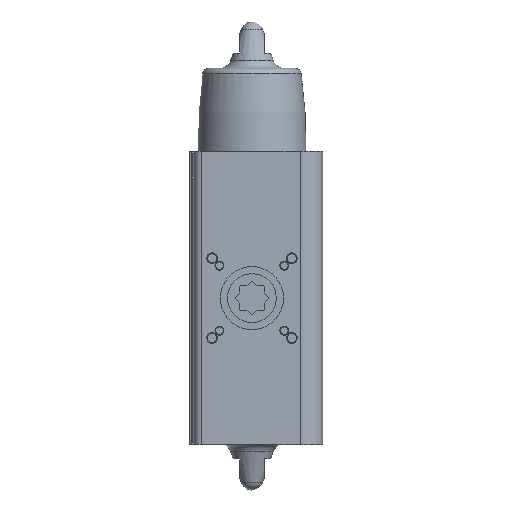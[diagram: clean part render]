
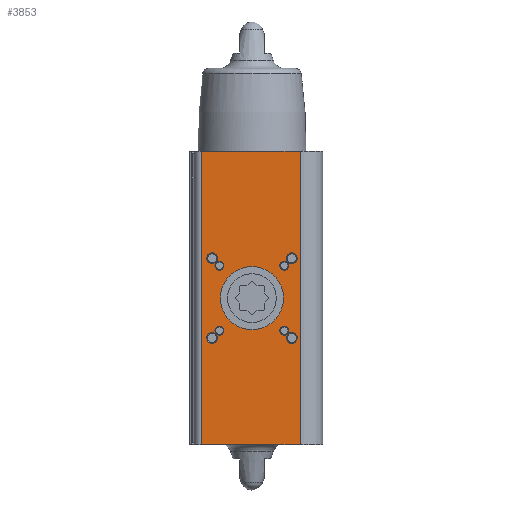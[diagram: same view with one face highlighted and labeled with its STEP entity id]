
A CAD part, front view. The second image highlights one B-rep face of the part: STEP entity #3853.
In plain terms, the highlighted planar face has unit normal (0, -1, 0).
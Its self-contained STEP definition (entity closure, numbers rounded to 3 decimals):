
#100=PLANE('',#4173);
#286=LINE('',#5814,#626);
#296=LINE('',#5963,#636);
#308=LINE('',#5993,#648);
#309=LINE('',#6013,#649);
#626=VECTOR('',#4601,1000.);
#636=VECTOR('',#4665,1000.);
#648=VECTOR('',#4693,1000.);
#649=VECTOR('',#4714,1000.);
#1041=ORIENTED_EDGE('',*,*,#2062,.F.);
#1042=ORIENTED_EDGE('',*,*,#2063,.F.);
#1043=ORIENTED_EDGE('',*,*,#2064,.F.);
#1044=ORIENTED_EDGE('',*,*,#2065,.F.);
#1045=ORIENTED_EDGE('',*,*,#2066,.F.);
#1046=ORIENTED_EDGE('',*,*,#2067,.F.);
#1047=ORIENTED_EDGE('',*,*,#2068,.F.);
#1048=ORIENTED_EDGE('',*,*,#2069,.F.);
#1049=ORIENTED_EDGE('',*,*,#2070,.F.);
#1050=ORIENTED_EDGE('',*,*,#2010,.T.);
#1051=ORIENTED_EDGE('',*,*,#2071,.F.);
#1052=ORIENTED_EDGE('',*,*,#2045,.F.);
#1053=ORIENTED_EDGE('',*,*,#2061,.T.);
#2010=EDGE_CURVE('',#2527,#2526,#286,.T.);
#2045=EDGE_CURVE('',#2558,#2559,#296,.T.);
#2061=EDGE_CURVE('',#2558,#2527,#308,.T.);
#2062=EDGE_CURVE('',#2569,#2569,#2911,.T.);
#2063=EDGE_CURVE('',#2570,#2570,#2912,.T.);
#2064=EDGE_CURVE('',#2571,#2571,#2913,.T.);
#2065=EDGE_CURVE('',#2572,#2572,#2914,.T.);
#2066=EDGE_CURVE('',#2573,#2573,#2915,.T.);
#2067=EDGE_CURVE('',#2574,#2574,#2916,.T.);
#2068=EDGE_CURVE('',#2575,#2575,#2917,.T.);
#2069=EDGE_CURVE('',#2576,#2576,#2918,.T.);
#2070=EDGE_CURVE('',#2577,#2577,#2919,.T.);
#2071=EDGE_CURVE('',#2559,#2526,#309,.T.);
#2526=VERTEX_POINT('',#5813);
#2527=VERTEX_POINT('',#5815);
#2558=VERTEX_POINT('',#5962);
#2559=VERTEX_POINT('',#5964);
#2569=VERTEX_POINT('',#5996);
#2570=VERTEX_POINT('',#5998);
#2571=VERTEX_POINT('',#6000);
#2572=VERTEX_POINT('',#6002);
#2573=VERTEX_POINT('',#6004);
#2574=VERTEX_POINT('',#6006);
#2575=VERTEX_POINT('',#6008);
#2576=VERTEX_POINT('',#6010);
#2577=VERTEX_POINT('',#6012);
#2911=CIRCLE('',#4174,6.);
#2912=CIRCLE('',#4175,6.);
#2913=CIRCLE('',#4176,6.);
#2914=CIRCLE('',#4177,6.);
#2915=CIRCLE('',#4178,5.);
#2916=CIRCLE('',#4179,5.);
#2917=CIRCLE('',#4180,5.);
#2918=CIRCLE('',#4181,5.);
#2919=CIRCLE('',#4182,35.05);
#3058=EDGE_LOOP('',(#1041));
#3059=EDGE_LOOP('',(#1042));
#3060=EDGE_LOOP('',(#1043));
#3061=EDGE_LOOP('',(#1044));
#3062=EDGE_LOOP('',(#1045));
#3063=EDGE_LOOP('',(#1046));
#3064=EDGE_LOOP('',(#1047));
#3065=EDGE_LOOP('',(#1048));
#3066=EDGE_LOOP('',(#1049));
#3067=EDGE_LOOP('',(#1050,#1051,#1052,#1053));
#3436=FACE_BOUND('',#3058,.T.);
#3437=FACE_BOUND('',#3059,.T.);
#3438=FACE_BOUND('',#3060,.T.);
#3439=FACE_BOUND('',#3061,.T.);
#3440=FACE_BOUND('',#3062,.T.);
#3441=FACE_BOUND('',#3063,.T.);
#3442=FACE_BOUND('',#3064,.T.);
#3443=FACE_BOUND('',#3065,.T.);
#3444=FACE_BOUND('',#3066,.T.);
#3445=FACE_BOUND('',#3067,.T.);
#3853=ADVANCED_FACE('',(#3436,#3437,#3438,#3439,#3440,#3441,#3442,#3443,
#3444,#3445),#100,.F.);
#4173=AXIS2_PLACEMENT_3D('',#5994,#4694,#4695);
#4174=AXIS2_PLACEMENT_3D('',#5995,#4696,#4697);
#4175=AXIS2_PLACEMENT_3D('',#5997,#4698,#4699);
#4176=AXIS2_PLACEMENT_3D('',#5999,#4700,#4701);
#4177=AXIS2_PLACEMENT_3D('',#6001,#4702,#4703);
#4178=AXIS2_PLACEMENT_3D('',#6003,#4704,#4705);
#4179=AXIS2_PLACEMENT_3D('',#6005,#4706,#4707);
#4180=AXIS2_PLACEMENT_3D('',#6007,#4708,#4709);
#4181=AXIS2_PLACEMENT_3D('',#6009,#4710,#4711);
#4182=AXIS2_PLACEMENT_3D('',#6011,#4712,#4713);
#4601=DIRECTION('',(1.,0.,0.));
#4665=DIRECTION('',(1.,0.,0.));
#4693=DIRECTION('',(0.,0.,-1.));
#4694=DIRECTION('',(0.,1.,0.));
#4695=DIRECTION('',(0.,0.,1.));
#4696=DIRECTION('',(0.,-1.,0.));
#4697=DIRECTION('',(0.,0.,-1.));
#4698=DIRECTION('',(0.,-1.,0.));
#4699=DIRECTION('',(0.,0.,-1.));
#4700=DIRECTION('',(0.,-1.,0.));
#4701=DIRECTION('',(0.,0.,-1.));
#4702=DIRECTION('',(0.,-1.,0.));
#4703=DIRECTION('',(0.,0.,-1.));
#4704=DIRECTION('',(0.,-1.,0.));
#4705=DIRECTION('',(0.,0.,-1.));
#4706=DIRECTION('',(0.,-1.,0.));
#4707=DIRECTION('',(0.,0.,-1.));
#4708=DIRECTION('',(0.,-1.,0.));
#4709=DIRECTION('',(0.,0.,-1.));
#4710=DIRECTION('',(0.,-1.,0.));
#4711=DIRECTION('',(0.,0.,-1.));
#4712=DIRECTION('',(0.,-1.,0.));
#4713=DIRECTION('',(0.,0.,-1.));
#4714=DIRECTION('',(0.,0.,-1.));
#5813=CARTESIAN_POINT('',(53.5,-78.5,-163.));
#5814=CARTESIAN_POINT('',(-56.3,-78.5,-163.));
#5815=CARTESIAN_POINT('',(-56.3,-78.5,-163.));
#5962=CARTESIAN_POINT('',(-56.3,-78.5,163.));
#5963=CARTESIAN_POINT('',(-56.3,-78.5,163.));
#5964=CARTESIAN_POINT('',(53.5,-78.5,163.));
#5993=CARTESIAN_POINT('',(-56.3,-78.5,163.));
#5994=CARTESIAN_POINT('',(-56.3,-78.5,163.));
#5995=CARTESIAN_POINT('',(-44.194,-78.5,-44.194));
#5996=CARTESIAN_POINT('',(-44.194,-78.5,-50.194));
#5997=CARTESIAN_POINT('',(-44.194,-78.5,44.194));
#5998=CARTESIAN_POINT('',(-44.194,-78.5,38.194));
#5999=CARTESIAN_POINT('',(44.194,-78.5,44.194));
#6000=CARTESIAN_POINT('',(44.194,-78.5,38.194));
#6001=CARTESIAN_POINT('',(44.194,-78.5,-44.194));
#6002=CARTESIAN_POINT('',(44.194,-78.5,-50.194));
#6003=CARTESIAN_POINT('',(-36.062,-78.5,-36.062));
#6004=CARTESIAN_POINT('',(-36.062,-78.5,-41.062));
#6005=CARTESIAN_POINT('',(-36.062,-78.5,36.062));
#6006=CARTESIAN_POINT('',(-36.062,-78.5,31.062));
#6007=CARTESIAN_POINT('',(36.062,-78.5,36.062));
#6008=CARTESIAN_POINT('',(36.062,-78.5,31.062));
#6009=CARTESIAN_POINT('',(36.062,-78.5,-36.062));
#6010=CARTESIAN_POINT('',(36.062,-78.5,-41.062));
#6011=CARTESIAN_POINT('',(0.,-78.5,0.));
#6012=CARTESIAN_POINT('',(0.,-78.5,-35.05));
#6013=CARTESIAN_POINT('',(53.5,-78.5,163.));
